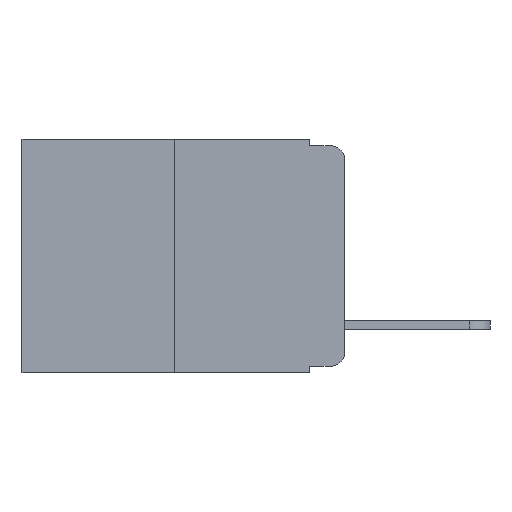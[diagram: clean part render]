
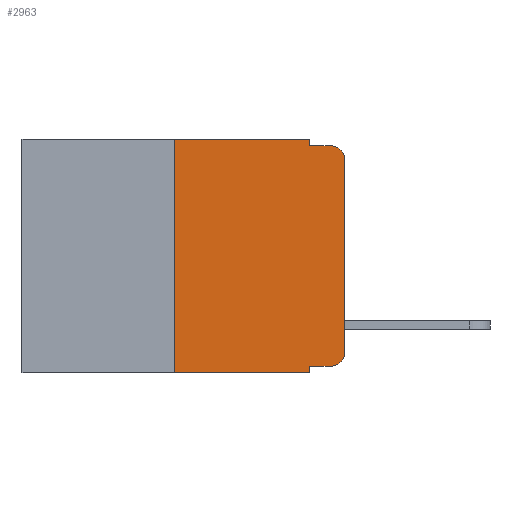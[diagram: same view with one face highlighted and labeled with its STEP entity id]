
A CAD part, left-side view. The second image highlights one B-rep face of the part: STEP entity #2963.
In plain terms, the highlighted planar face has unit normal (-1, 0, 0).
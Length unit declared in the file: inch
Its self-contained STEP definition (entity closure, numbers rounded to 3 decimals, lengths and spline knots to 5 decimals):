
#445 = VERTEX_POINT ( 'NONE', #11021 ) ;
#458 = VECTOR ( 'NONE', #3884, 39.37008 ) ;
#668 = VECTOR ( 'NONE', #6930, 39.37008 ) ;
#697 = VERTEX_POINT ( 'NONE', #10192 ) ;
#867 = CARTESIAN_POINT ( 'NONE',  ( 0., 0.02, -0.333 ) ) ;
#911 = CIRCLE ( 'NONE', #6429, 0.02 ) ;
#1386 = VECTOR ( 'NONE', #5292, 39.37008 ) ;
#2206 = CARTESIAN_POINT ( 'NONE',  ( 0., 0.25, -0.343 ) ) ;
#2249 = LINE ( 'NONE', #6683, #5001 ) ;
#2302 = VECTOR ( 'NONE', #7398, 39.37008 ) ;
#2691 = LINE ( 'NONE', #7605, #8146 ) ;
#2963 = ADVANCED_FACE ( 'NONE', ( #4642 ), #10865, .F. ) ;
#3450 = CARTESIAN_POINT ( 'NONE',  ( 0., 0., 0. ) ) ;
#3493 = DIRECTION ( 'NONE',  ( 0., 0., -1. ) ) ;
#3568 = DIRECTION ( 'NONE',  ( -1., 0., 0. ) ) ;
#3614 = CARTESIAN_POINT ( 'NONE',  ( 0., 0.02, -0.03 ) ) ;
#3884 = DIRECTION ( 'NONE',  ( 0., 0., 1. ) ) ;
#3942 = VERTEX_POINT ( 'NONE', #2206 ) ;
#3998 = CARTESIAN_POINT ( 'NONE',  ( 0., 0., -0.03 ) ) ;
#4041 = DIRECTION ( 'NONE',  ( 0., -1., 0. ) ) ;
#4053 = CARTESIAN_POINT ( 'NONE',  ( 0., 0.051, -0.01 ) ) ;
#4365 = CARTESIAN_POINT ( 'NONE',  ( 0., 0.051, 0. ) ) ;
#4370 = LINE ( 'NONE', #4053, #11926 ) ;
#4642 = FACE_OUTER_BOUND ( 'NONE', #4882, .T. ) ;
#4725 = LINE ( 'NONE', #4365, #7182 ) ;
#4882 = EDGE_LOOP ( 'NONE', ( #5284, #5302, #5334, #5585, #5638, #5669, #5699, #5771, #5930, #5997 ) ) ;
#4884 = CARTESIAN_POINT ( 'NONE',  ( 0., 0.02, -0.01 ) ) ;
#5001 = VECTOR ( 'NONE', #7417, 39.37008 ) ;
#5002 = VERTEX_POINT ( 'NONE', #9136 ) ;
#5013 = DIRECTION ( 'NONE',  ( 0., 0., -1. ) ) ;
#5284 = ORIENTED_EDGE ( 'NONE', *, *, #9741, .T. ) ;
#5292 = DIRECTION ( 'NONE',  ( 0., 0., 1. ) ) ;
#5302 = ORIENTED_EDGE ( 'NONE', *, *, #9722, .T. ) ;
#5332 = CARTESIAN_POINT ( 'NONE',  ( 0., 0.25, 0. ) ) ;
#5334 = ORIENTED_EDGE ( 'NONE', *, *, #9701, .F. ) ;
#5585 = ORIENTED_EDGE ( 'NONE', *, *, #9671, .F. ) ;
#5638 = ORIENTED_EDGE ( 'NONE', *, *, #11562, .F. ) ;
#5669 = ORIENTED_EDGE ( 'NONE', *, *, #9660, .F. ) ;
#5699 = ORIENTED_EDGE ( 'NONE', *, *, #10612, .T. ) ;
#5771 = ORIENTED_EDGE ( 'NONE', *, *, #9461, .F. ) ;
#5930 = ORIENTED_EDGE ( 'NONE', *, *, #9456, .T. ) ;
#5997 = ORIENTED_EDGE ( 'NONE', *, *, #9436, .T. ) ;
#6015 = CIRCLE ( 'NONE', #6624, 0.02 ) ;
#6429 = AXIS2_PLACEMENT_3D ( 'NONE', #3614, #3568, #3493 ) ;
#6624 = AXIS2_PLACEMENT_3D ( 'NONE', #7839, #7829, #7793 ) ;
#6683 = CARTESIAN_POINT ( 'NONE',  ( 0., 0.473, 0. ) ) ;
#6864 = LINE ( 'NONE', #3450, #458 ) ;
#6930 = DIRECTION ( 'NONE',  ( 0., -1., 0. ) ) ;
#7012 = LINE ( 'NONE', #7233, #668 ) ;
#7182 = VECTOR ( 'NONE', #5013, 39.37008 ) ;
#7187 = CARTESIAN_POINT ( 'NONE',  ( 0., 0.051, 0. ) ) ;
#7233 = CARTESIAN_POINT ( 'NONE',  ( 0., 0.473, -0.343 ) ) ;
#7347 = DIRECTION ( 'NONE',  ( 0., 0., -1. ) ) ;
#7398 = DIRECTION ( 'NONE',  ( 0., 0., -1. ) ) ;
#7417 = DIRECTION ( 'NONE',  ( 0., -1., 0. ) ) ;
#7488 = LINE ( 'NONE', #5332, #1386 ) ;
#7509 = DIRECTION ( 'NONE',  ( 0., -1., 0. ) ) ;
#7605 = CARTESIAN_POINT ( 'NONE',  ( 0., 0.051, -0.333 ) ) ;
#7704 = VERTEX_POINT ( 'NONE', #867 ) ;
#7766 = CARTESIAN_POINT ( 'NONE',  ( 0., 0.051, 0. ) ) ;
#7793 = DIRECTION ( 'NONE',  ( 0., 0., -1. ) ) ;
#7829 = DIRECTION ( 'NONE',  ( -1., 0., 0. ) ) ;
#7839 = CARTESIAN_POINT ( 'NONE',  ( 0., 0.02, -0.313 ) ) ;
#7860 = VERTEX_POINT ( 'NONE', #3998 ) ;
#7913 = VERTEX_POINT ( 'NONE', #9325 ) ;
#8146 = VECTOR ( 'NONE', #7509, 39.37008 ) ;
#9070 = CARTESIAN_POINT ( 'NONE',  ( 0., 0.25, 0. ) ) ;
#9136 = CARTESIAN_POINT ( 'NONE',  ( 0., 0.051, -0.343 ) ) ;
#9325 = CARTESIAN_POINT ( 'NONE',  ( 0., 0.051, -0.01 ) ) ;
#9436 = EDGE_CURVE ( 'NONE', #7704, #697, #6015, .T. ) ;
#9456 = EDGE_CURVE ( 'NONE', #445, #7704, #2691, .T. ) ;
#9461 = EDGE_CURVE ( 'NONE', #445, #5002, #13018, .T. ) ;
#9516 = VERTEX_POINT ( 'NONE', #7187 ) ;
#9660 = EDGE_CURVE ( 'NONE', #3942, #10586, #7488, .T. ) ;
#9671 = EDGE_CURVE ( 'NONE', #9516, #7913, #4725, .T. ) ;
#9701 = EDGE_CURVE ( 'NONE', #7913, #10665, #4370, .T. ) ;
#9722 = EDGE_CURVE ( 'NONE', #7860, #10665, #911, .T. ) ;
#9741 = EDGE_CURVE ( 'NONE', #697, #7860, #6864, .T. ) ;
#9926 = AXIS2_PLACEMENT_3D ( 'NONE', #13475, #10835, #7347 ) ;
#10192 = CARTESIAN_POINT ( 'NONE',  ( 0., 0., -0.313 ) ) ;
#10586 = VERTEX_POINT ( 'NONE', #9070 ) ;
#10612 = EDGE_CURVE ( 'NONE', #3942, #5002, #7012, .T. ) ;
#10665 = VERTEX_POINT ( 'NONE', #4884 ) ;
#10835 = DIRECTION ( 'NONE',  ( 1., 0., 0. ) ) ;
#10865 = PLANE ( 'NONE',  #9926 ) ;
#11021 = CARTESIAN_POINT ( 'NONE',  ( 0., 0.051, -0.333 ) ) ;
#11562 = EDGE_CURVE ( 'NONE', #10586, #9516, #2249, .T. ) ;
#11926 = VECTOR ( 'NONE', #4041, 39.37008 ) ;
#13018 = LINE ( 'NONE', #7766, #2302 ) ;
#13475 = CARTESIAN_POINT ( 'NONE',  ( 0., 0.473, 0. ) ) ;
